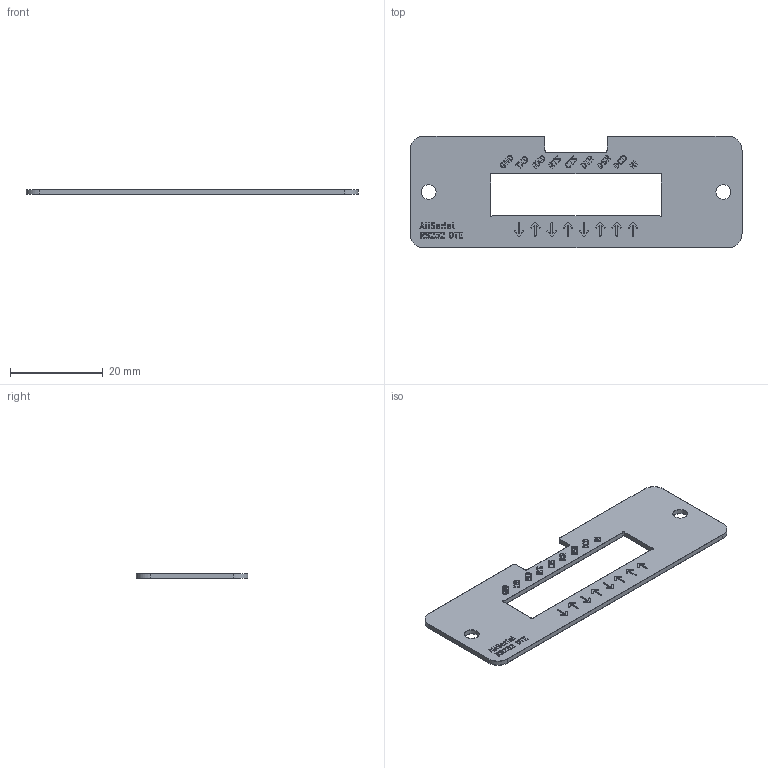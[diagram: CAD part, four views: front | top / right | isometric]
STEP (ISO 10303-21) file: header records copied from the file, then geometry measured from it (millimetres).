
FILE_DESCRIPTION(('KiCad electronic assembly'),'2;1');
FILE_NAME('AllSerial_RS232.step','2025-07-20T22:02:00',('Pcbnew'),( 'Kicad'),'Open CASCADE STEP processor 7.8','KiCad to STEP converter' ,'Unknown');
FILE_SCHEMA(('AUTOMOTIVE_DESIGN { 1 0 10303 214 1 1 1 1 }'));
Length unit declared in the file: millimetre
Products named in the file (5): AllSerial_RS232 1; AllSerial_RS232_copper; AllSerial_RS232_silkscreen; AllSerial_RS232_soldermask; AllSerial_RS232_PCB
Assembly tree (4 placements, depth 2):
  AllSerial_RS232 1
    AllSerial_RS232_copper
    AllSerial_RS232_silkscreen
    AllSerial_RS232_soldermask
    AllSerial_RS232_PCB
Bounding box: 71.5 x 24 x 1.12 mm (x, y, z)
Volume: 1315.7 mm3; surface area: 5537.3 mm2
Topology: 64 solids, 120 shells, 1296 faces, 5165 edges, 4053 vertices
Faces by surface type: plane 1006, cylinder 290
Full cylindrical faces by diameter (mm): 3.2 x2
Entity records: 55215 total; most frequent: CARTESIAN_POINT 10519, DIRECTION 8762, ORIENTED_EDGE 8501, EDGE_CURVE 5165, LINE 4170, VECTOR 4170, VERTEX_POINT 4053, AXIS2_PLACEMENT_3D 2296
